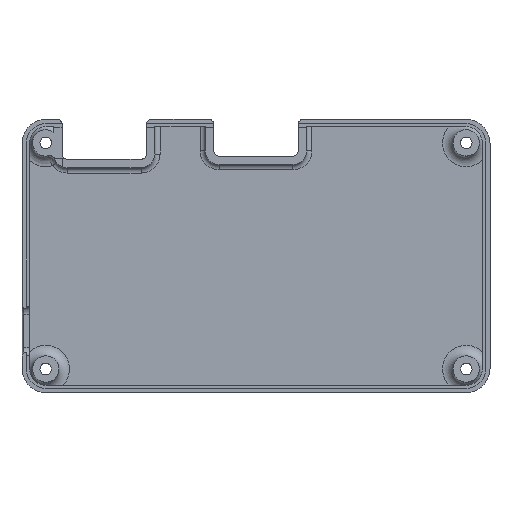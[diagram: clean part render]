
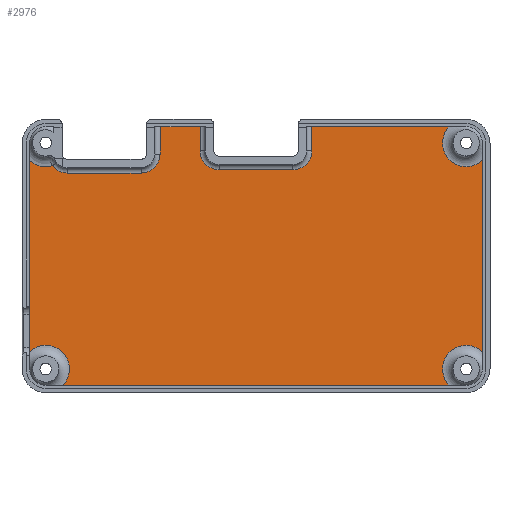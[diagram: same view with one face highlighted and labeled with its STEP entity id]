
A CAD part, top view. The second image highlights one B-rep face of the part: STEP entity #2976.
In plain terms, the highlighted planar face has unit normal (0, 0, 1).
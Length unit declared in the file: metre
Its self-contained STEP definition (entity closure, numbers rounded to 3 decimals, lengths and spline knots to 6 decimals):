
#70=PLANE('',#3192);
#219=LINE('',#4542,#519);
#234=LINE('',#4603,#534);
#235=LINE('',#4607,#535);
#236=LINE('',#4611,#536);
#237=LINE('',#4615,#537);
#238=LINE('',#4619,#538);
#239=LINE('',#4621,#539);
#240=LINE('',#4625,#540);
#241=LINE('',#4629,#541);
#242=LINE('',#4630,#542);
#519=VECTOR('',#3578,1.);
#534=VECTOR('',#3615,1.);
#535=VECTOR('',#3618,1.);
#536=VECTOR('',#3621,1.);
#537=VECTOR('',#3624,1.);
#538=VECTOR('',#3627,1.);
#539=VECTOR('',#3628,1.);
#540=VECTOR('',#3631,1.);
#541=VECTOR('',#3634,1.);
#542=VECTOR('',#3635,1.);
#881=ORIENTED_EDGE('',*,*,#1755,.T.);
#882=ORIENTED_EDGE('',*,*,#1756,.T.);
#883=ORIENTED_EDGE('',*,*,#1735,.T.);
#884=ORIENTED_EDGE('',*,*,#1757,.T.);
#885=ORIENTED_EDGE('',*,*,#1758,.T.);
#886=ORIENTED_EDGE('',*,*,#1759,.T.);
#887=ORIENTED_EDGE('',*,*,#1760,.T.);
#888=ORIENTED_EDGE('',*,*,#1761,.F.);
#889=ORIENTED_EDGE('',*,*,#1762,.T.);
#890=ORIENTED_EDGE('',*,*,#1763,.F.);
#891=ORIENTED_EDGE('',*,*,#1764,.T.);
#892=ORIENTED_EDGE('',*,*,#1765,.T.);
#893=ORIENTED_EDGE('',*,*,#1766,.T.);
#894=ORIENTED_EDGE('',*,*,#1767,.T.);
#895=ORIENTED_EDGE('',*,*,#1768,.T.);
#896=ORIENTED_EDGE('',*,*,#1732,.F.);
#897=ORIENTED_EDGE('',*,*,#1769,.T.);
#898=ORIENTED_EDGE('',*,*,#1770,.T.);
#1732=EDGE_CURVE('',#2171,#2172,#219,.T.);
#1735=EDGE_CURVE('',#2173,#2174,#2400,.T.);
#1755=EDGE_CURVE('',#2188,#2189,#234,.F.);
#1756=EDGE_CURVE('',#2189,#2173,#2403,.T.);
#1757=EDGE_CURVE('',#2174,#2190,#235,.T.);
#1758=EDGE_CURVE('',#2190,#2191,#2404,.T.);
#1759=EDGE_CURVE('',#2191,#2192,#236,.T.);
#1760=EDGE_CURVE('',#2192,#2193,#2405,.T.);
#1761=EDGE_CURVE('',#2194,#2193,#237,.T.);
#1762=EDGE_CURVE('',#2194,#2195,#2406,.T.);
#1763=EDGE_CURVE('',#2196,#2195,#238,.T.);
#1764=EDGE_CURVE('',#2196,#2197,#239,.F.);
#1765=EDGE_CURVE('',#2197,#2198,#2407,.T.);
#1766=EDGE_CURVE('',#2198,#2199,#240,.F.);
#1767=EDGE_CURVE('',#2199,#2200,#2408,.T.);
#1768=EDGE_CURVE('',#2200,#2172,#241,.F.);
#1769=EDGE_CURVE('',#2171,#2201,#242,.F.);
#1770=EDGE_CURVE('',#2201,#2188,#2409,.T.);
#2171=VERTEX_POINT('',#4541);
#2172=VERTEX_POINT('',#4543);
#2173=VERTEX_POINT('',#4548);
#2174=VERTEX_POINT('',#4549);
#2188=VERTEX_POINT('',#4604);
#2189=VERTEX_POINT('',#4605);
#2190=VERTEX_POINT('',#4608);
#2191=VERTEX_POINT('',#4610);
#2192=VERTEX_POINT('',#4612);
#2193=VERTEX_POINT('',#4614);
#2194=VERTEX_POINT('',#4616);
#2195=VERTEX_POINT('',#4618);
#2196=VERTEX_POINT('',#4620);
#2197=VERTEX_POINT('',#4622);
#2198=VERTEX_POINT('',#4624);
#2199=VERTEX_POINT('',#4626);
#2200=VERTEX_POINT('',#4628);
#2201=VERTEX_POINT('',#4631);
#2400=CIRCLE('',#3184,0.0045);
#2403=CIRCLE('',#3193,0.0036);
#2404=CIRCLE('',#3194,0.0045);
#2405=CIRCLE('',#3195,0.0045);
#2406=CIRCLE('',#3196,0.0045);
#2407=CIRCLE('',#3197,0.0036);
#2408=CIRCLE('',#3198,0.0036);
#2409=CIRCLE('',#3199,0.0036);
#2524=EDGE_LOOP('',(#881,#882,#883,#884,#885,#886,#887,#888,#889,#890,#891,
#892,#893,#894,#895,#896,#897,#898));
#2725=FACE_BOUND('',#2524,.T.);
#2976=ADVANCED_FACE('',(#2725),#70,.F.);
#3184=AXIS2_PLACEMENT_3D('',#4547,#3584,#3585);
#3192=AXIS2_PLACEMENT_3D('',#4602,#3613,#3614);
#3193=AXIS2_PLACEMENT_3D('',#4606,#3616,#3617);
#3194=AXIS2_PLACEMENT_3D('',#4609,#3619,#3620);
#3195=AXIS2_PLACEMENT_3D('',#4613,#3622,#3623);
#3196=AXIS2_PLACEMENT_3D('',#4617,#3625,#3626);
#3197=AXIS2_PLACEMENT_3D('',#4623,#3629,#3630);
#3198=AXIS2_PLACEMENT_3D('',#4627,#3632,#3633);
#3199=AXIS2_PLACEMENT_3D('',#4632,#3636,#3637);
#3578=DIRECTION('',(1.,0.,0.));
#3584=DIRECTION('',(0.,0.,-1.));
#3585=DIRECTION('',(-1.,0.,0.));
#3613=DIRECTION('',(0.,0.,-1.));
#3614=DIRECTION('',(1.,0.,0.));
#3615=DIRECTION('',(1.,0.,0.));
#3616=DIRECTION('',(0.,0.,-1.));
#3617=DIRECTION('',(-1.,0.,0.));
#3618=DIRECTION('',(0.,-1.,0.));
#3619=DIRECTION('',(0.,0.,-1.));
#3620=DIRECTION('',(-1.,0.,0.));
#3621=DIRECTION('',(1.,0.,0.));
#3622=DIRECTION('',(0.,0.,-1.));
#3623=DIRECTION('',(-1.,0.,0.));
#3624=DIRECTION('',(0.,-1.,0.));
#3625=DIRECTION('',(0.,0.,-1.));
#3626=DIRECTION('',(-1.,0.,0.));
#3627=DIRECTION('',(1.,0.,0.));
#3628=DIRECTION('',(0.,1.,0.));
#3629=DIRECTION('',(0.,0.,-1.));
#3630=DIRECTION('',(-1.,0.,0.));
#3631=DIRECTION('',(1.,0.,0.));
#3632=DIRECTION('',(0.,0.,-1.));
#3633=DIRECTION('',(-1.,0.,0.));
#3634=DIRECTION('',(0.,-1.,0.));
#3635=DIRECTION('',(0.,1.,0.));
#3636=DIRECTION('',(0.,0.,-1.));
#3637=DIRECTION('',(-1.,0.,0.));
#4541=CARTESIAN_POINT('',(-0.0182,0.02455,-0.00595));
#4542=CARTESIAN_POINT('',(0.,0.02455,-0.00595));
#4543=CARTESIAN_POINT('',(-0.0106,0.02455,-0.00595));
#4547=CARTESIAN_POINT('',(-0.0399,0.02145,-0.00595));
#4548=CARTESIAN_POINT('',(-0.038635,0.017131,-0.00595));
#4549=CARTESIAN_POINT('',(-0.043,0.018188,-0.00595));
#4602=CARTESIAN_POINT('',(0.,0.,-0.00595));
#4603=CARTESIAN_POINT('',(-0.0358,0.01575,-0.00595));
#4604=CARTESIAN_POINT('',(-0.0218,0.01575,-0.00595));
#4605=CARTESIAN_POINT('',(-0.0358,0.01575,-0.00595));
#4606=CARTESIAN_POINT('',(-0.0358,0.01935,-0.00595));
#4607=CARTESIAN_POINT('',(-0.043,0.,-0.00595));
#4608=CARTESIAN_POINT('',(-0.043,-0.018188,-0.00595));
#4609=CARTESIAN_POINT('',(-0.0399,-0.02145,-0.00595));
#4610=CARTESIAN_POINT('',(-0.036638,-0.02455,-0.00595));
#4611=CARTESIAN_POINT('',(0.,-0.02455,-0.00595));
#4612=CARTESIAN_POINT('',(0.036638,-0.02455,-0.00595));
#4613=CARTESIAN_POINT('',(0.0399,-0.02145,-0.00595));
#4614=CARTESIAN_POINT('',(0.043,-0.018188,-0.00595));
#4615=CARTESIAN_POINT('',(0.043,0.,-0.00595));
#4616=CARTESIAN_POINT('',(0.043,0.018188,-0.00595));
#4617=CARTESIAN_POINT('',(0.0399,0.02145,-0.00595));
#4618=CARTESIAN_POINT('',(0.036638,0.02455,-0.00595));
#4619=CARTESIAN_POINT('',(0.,0.02455,-0.00595));
#4620=CARTESIAN_POINT('',(0.0106,0.02455,-0.00595));
#4621=CARTESIAN_POINT('',(0.0106,0.01995,-0.00595));
#4622=CARTESIAN_POINT('',(0.0106,0.01995,-0.00595));
#4623=CARTESIAN_POINT('',(0.007,0.01995,-0.00595));
#4624=CARTESIAN_POINT('',(0.007,0.01635,-0.00595));
#4625=CARTESIAN_POINT('',(-0.007,0.01635,-0.00595));
#4626=CARTESIAN_POINT('',(-0.007,0.01635,-0.00595));
#4627=CARTESIAN_POINT('',(-0.007,0.01995,-0.00595));
#4628=CARTESIAN_POINT('',(-0.0106,0.01995,-0.00595));
#4629=CARTESIAN_POINT('',(-0.0106,0.02455,-0.00595));
#4630=CARTESIAN_POINT('',(-0.0182,0.01935,-0.00595));
#4631=CARTESIAN_POINT('',(-0.0182,0.01935,-0.00595));
#4632=CARTESIAN_POINT('',(-0.0218,0.01935,-0.00595));
